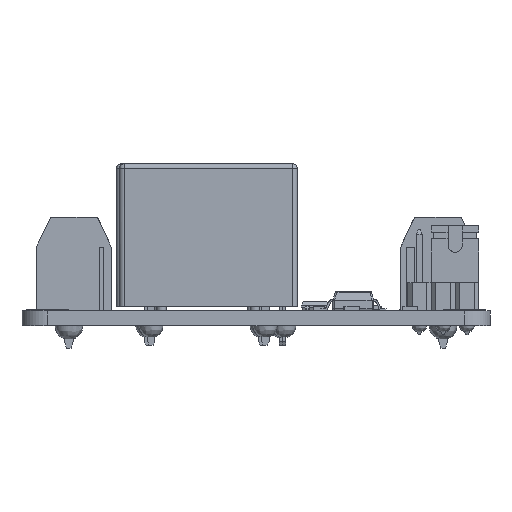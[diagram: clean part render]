
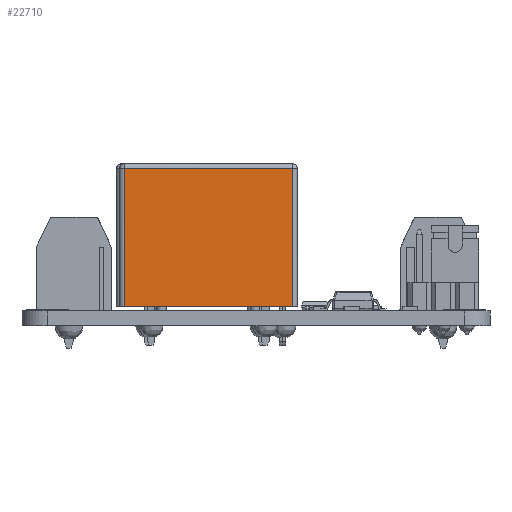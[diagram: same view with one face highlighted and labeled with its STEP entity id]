
A CAD part, front view. The second image highlights one B-rep face of the part: STEP entity #22710.
In plain terms, the highlighted free-form (B-spline) face has degree [1, 1] with [2, 2] control points.
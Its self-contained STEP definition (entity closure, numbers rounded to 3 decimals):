
#22516 = EDGE_CURVE('',#22517,#22519,#22521,.T.);
#22517 = VERTEX_POINT('',#22518);
#22518 = CARTESIAN_POINT('',(-15.705,-17.821,
    2.261));
#22519 = VERTEX_POINT('',#22520);
#22520 = CARTESIAN_POINT('',(4.344,-17.821,
    2.261));
#22521 = B_SPLINE_CURVE_WITH_KNOTS('',1,(#22522,#22523),.UNSPECIFIED.,
  .F.,.F.,(2,2),(-4.034,13.966),
  .PIECEWISE_BEZIER_KNOTS.);
#22522 = CARTESIAN_POINT('',(-15.705,-17.821,
    2.261));
#22523 = CARTESIAN_POINT('',(4.344,-17.821,
    2.261));
#22634 = VERTEX_POINT('',#22635);
#22635 = CARTESIAN_POINT('',(4.344,-17.821,
    18.712));
#22641 = EDGE_CURVE('',#22519,#22634,#22642,.T.);
#22642 = B_SPLINE_CURVE_WITH_KNOTS('',1,(#22643,#22644),.UNSPECIFIED.,
  .F.,.F.,(2,2),(0.,14.77),.PIECEWISE_BEZIER_KNOTS.);
#22643 = CARTESIAN_POINT('',(4.344,-17.821,
    2.261));
#22644 = CARTESIAN_POINT('',(4.344,-17.821,
    18.712));
#22710 = ADVANCED_FACE('',(#22711),#22727,.F.);
#22711 = FACE_BOUND('',#22712,.F.);
#22712 = EDGE_LOOP('',(#22713,#22714,#22721,#22726));
#22713 = ORIENTED_EDGE('',*,*,#22516,.F.);
#22714 = ORIENTED_EDGE('',*,*,#22715,.T.);
#22715 = EDGE_CURVE('',#22517,#22716,#22718,.T.);
#22716 = VERTEX_POINT('',#22717);
#22717 = CARTESIAN_POINT('',(-15.705,-17.821,
    18.712));
#22718 = B_SPLINE_CURVE_WITH_KNOTS('',1,(#22719,#22720),.UNSPECIFIED.,
  .F.,.F.,(2,2),(0.,14.77),.PIECEWISE_BEZIER_KNOTS.);
#22719 = CARTESIAN_POINT('',(-15.705,-17.821,
    2.261));
#22720 = CARTESIAN_POINT('',(-15.705,-17.821,
    18.712));
#22721 = ORIENTED_EDGE('',*,*,#22722,.T.);
#22722 = EDGE_CURVE('',#22716,#22634,#22723,.T.);
#22723 = B_SPLINE_CURVE_WITH_KNOTS('',1,(#22724,#22725),.UNSPECIFIED.,
  .F.,.F.,(2,2),(0.5,18.5),.PIECEWISE_BEZIER_KNOTS.);
#22724 = CARTESIAN_POINT('',(-15.705,-17.821,
    18.712));
#22725 = CARTESIAN_POINT('',(4.344,-17.821,
    18.712));
#22726 = ORIENTED_EDGE('',*,*,#22641,.F.);
#22727 = B_SPLINE_SURFACE_WITH_KNOTS('',1,1,(
    (#22728,#22729)
    ,(#22730,#22731
    )),.UNSPECIFIED.,.F.,.F.,.F.,(2,2),(2,2),(0.5,18.5),(-15.2,-0.43),
  .PIECEWISE_BEZIER_KNOTS.);
#22728 = CARTESIAN_POINT('',(-15.705,-17.821,
    18.712));
#22729 = CARTESIAN_POINT('',(-15.705,-17.821,
    2.261));
#22730 = CARTESIAN_POINT('',(4.344,-17.821,
    18.712));
#22731 = CARTESIAN_POINT('',(4.344,-17.821,
    2.261));
